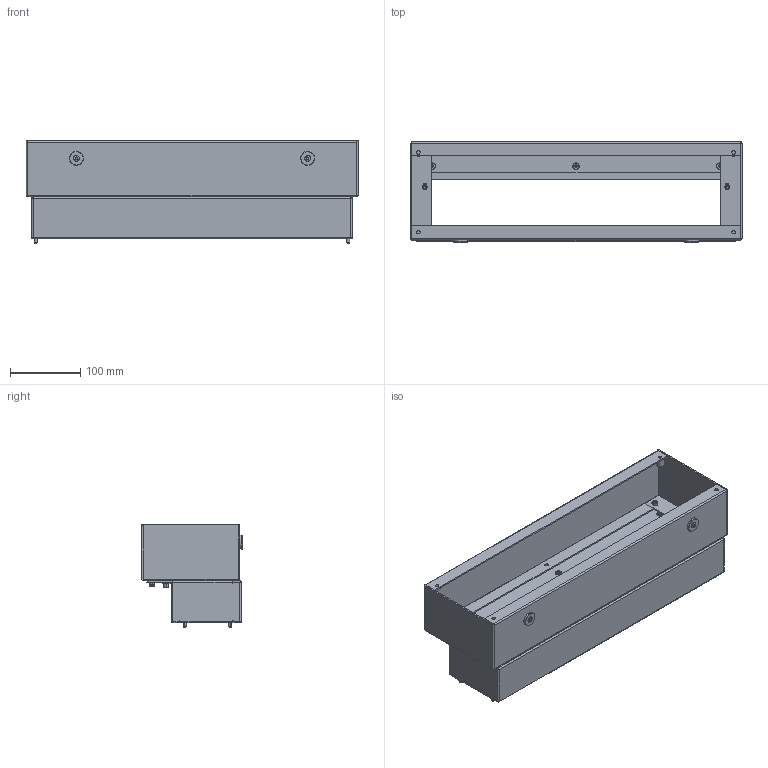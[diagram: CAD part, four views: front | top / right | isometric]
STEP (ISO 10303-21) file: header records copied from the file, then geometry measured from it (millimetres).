
FILE_DESCRIPTION (( 'STEP AP214' ), '1' );
FILE_NAME ('INGUN_115740.STEP', '2024-10-10T11:21:07', ( '' ), ( '' ), 'SwSTEP 2.0', 'SolidWorks 2021', '' );
FILE_SCHEMA (( 'AUTOMOTIVE_DESIGN' ));
Length unit declared in the file: millimetre
Products named in the file (9): DIN912~n_M04,0x008; 115756~0_S; 112324~3_S; DIN934~n_M04,0; INGUN_115740; 112313~0_S; DIN7991~n_M04,0x010 VA; DIN125~n_04,3 M04,0; 115670~2_S
Assembly tree (24 placements, depth 2):
  INGUN_115740
    112324~3_S
    112313~0_S  x2
    DIN125~n_04,3 M04,0  x2
    115670~2_S
    115756~0_S
    DIN912~n_M04,0x008  x10
    DIN7991~n_M04,0x010 VA  x5
    DIN934~n_M04,0  x2
Bounding box: 474 x 143.1 x 146 mm (x, y, z)
Volume: 489997.7 mm3; surface area: 504547.8 mm2
Topology: 24 solids, 24 shells, 866 faces, 2129 edges, 1347 vertices
Faces by surface type: cylinder 465, plane 303, cone 98
Entity records: 14307 total; most frequent: DIRECTION 2465, CARTESIAN_POINT 2413, ORIENTED_EDGE 2236, EDGE_CURVE 1118, AXIS2_PLACEMENT_3D 891, VERTEX_POINT 695, LINE 683, VECTOR 683
